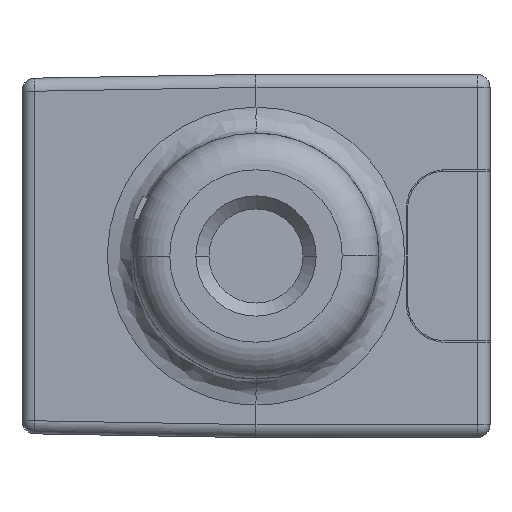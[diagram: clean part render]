
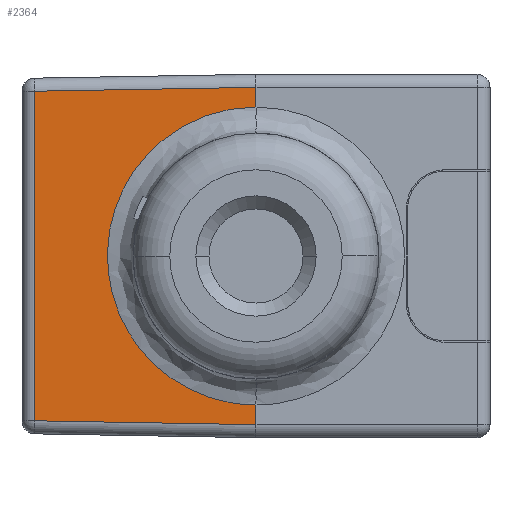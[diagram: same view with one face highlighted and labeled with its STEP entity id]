
A CAD part, front view. The second image highlights one B-rep face of the part: STEP entity #2364.
In plain terms, the highlighted planar face has unit normal (-0.018, -1, 0).
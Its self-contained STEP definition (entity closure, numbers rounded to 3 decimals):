
#422=DIRECTION('',(0.,0.,1.));
#423=VECTOR('',#422,0.75);
#424=CARTESIAN_POINT('',(0.,-25.4,
-6.45));
#425=LINE('',#424,#423);
#426=DIRECTION('',(0.,0.,1.));
#427=VECTOR('',#426,0.75);
#428=CARTESIAN_POINT('',(0.,-25.4,
5.7));
#429=LINE('',#428,#427);
#453=DIRECTION('',(-1.,0.017,0.017));
#454=VECTOR('',#453,8.461);
#455=CARTESIAN_POINT('',(0.,-25.4,
-6.45));
#456=LINE('',#455,#454);
#615=DIRECTION('',(1.,-0.017,0.017));
#616=VECTOR('',#615,8.461);
#617=CARTESIAN_POINT('',(-8.459,-25.252,6.302));
#618=LINE('',#617,#616);
#628=DIRECTION('',(0.,0.,-1.));
#629=VECTOR('',#628,12.605);
#630=CARTESIAN_POINT('',(-8.459,-25.252,6.302));
#631=LINE('',#630,#629);
#889=CARTESIAN_POINT('',(0.,-25.4,
5.7));
#890=CARTESIAN_POINT('',(-0.171,-25.397,
5.699));
#891=CARTESIAN_POINT('',(-0.511,-25.391,
5.683));
#892=CARTESIAN_POINT('',(-1.018,-25.382,5.613));
#893=CARTESIAN_POINT('',(-1.515,-25.374,5.498));
#894=CARTESIAN_POINT('',(-2.001,-25.365,5.339));
#895=CARTESIAN_POINT('',(-2.471,-25.357,5.137));
#896=CARTESIAN_POINT('',(-2.92,-25.349,4.894));
#897=CARTESIAN_POINT('',(-3.346,-25.342,4.611));
#898=CARTESIAN_POINT('',(-3.745,-25.335,4.292));
#899=CARTESIAN_POINT('',(-4.114,-25.328,3.938));
#900=CARTESIAN_POINT('',(-4.45,-25.322,3.552));
#901=CARTESIAN_POINT('',(-4.75,-25.317,3.139));
#902=CARTESIAN_POINT('',(-5.011,-25.313,2.7));
#903=CARTESIAN_POINT('',(-5.233,-25.309,2.239));
#904=CARTESIAN_POINT('',(-5.412,-25.306,1.76));
#905=CARTESIAN_POINT('',(-5.548,-25.303,1.267));
#906=CARTESIAN_POINT('',(-5.639,-25.302,
0.765));
#907=CARTESIAN_POINT('',(-5.684,-25.301,
0.256));
#908=CARTESIAN_POINT('',(-5.684,-25.301,
-0.256));
#909=CARTESIAN_POINT('',(-5.639,-25.302,
-0.765));
#910=CARTESIAN_POINT('',(-5.548,-25.303,
-1.267));
#911=CARTESIAN_POINT('',(-5.412,-25.306,
-1.76));
#912=CARTESIAN_POINT('',(-5.233,-25.309,
-2.239));
#913=CARTESIAN_POINT('',(-5.011,-25.313,
-2.7));
#914=CARTESIAN_POINT('',(-4.75,-25.317,
-3.139));
#915=CARTESIAN_POINT('',(-4.45,-25.322,
-3.552));
#916=CARTESIAN_POINT('',(-4.114,-25.328,
-3.938));
#917=CARTESIAN_POINT('',(-3.745,-25.335,
-4.292));
#918=CARTESIAN_POINT('',(-3.346,-25.342,
-4.611));
#919=CARTESIAN_POINT('',(-2.92,-25.349,
-4.894));
#920=CARTESIAN_POINT('',(-2.471,-25.357,
-5.137));
#921=CARTESIAN_POINT('',(-2.001,-25.365,
-5.339));
#922=CARTESIAN_POINT('',(-1.515,-25.374,
-5.498));
#923=CARTESIAN_POINT('',(-1.018,-25.382,
-5.613));
#924=CARTESIAN_POINT('',(-0.511,-25.391,
-5.683));
#925=CARTESIAN_POINT('',(-0.171,-25.397,
-5.699));
#926=CARTESIAN_POINT('',(0.,-25.4,
-5.7));
#1372=CARTESIAN_POINT('',(-8.459,-25.252,
6.302));
#1373=CARTESIAN_POINT('',(-8.459,-25.252,
-6.302));
#1374=VERTEX_POINT('',#1372);
#1375=VERTEX_POINT('',#1373);
#1466=CARTESIAN_POINT('',(0.,-25.4,
-6.45));
#1467=CARTESIAN_POINT('',(0.,-25.4,
-5.7));
#1468=VERTEX_POINT('',#1466);
#1469=VERTEX_POINT('',#1467);
#1470=CARTESIAN_POINT('',(0.,-25.4,
5.7));
#1471=CARTESIAN_POINT('',(0.,-25.4,
6.45));
#1472=VERTEX_POINT('',#1470);
#1473=VERTEX_POINT('',#1471);
#2347=CARTESIAN_POINT('',(0.,-25.4,-7.316));
#2348=DIRECTION('',(-0.017,-1.,0.));
#2349=DIRECTION('',(0.,0.,-1.));
#2350=AXIS2_PLACEMENT_3D('',#2347,#2348,#2349);
#2351=PLANE('',#2350);
#2352=ORIENTED_EDGE('',*,*,#2312,.F.);
#2354=ORIENTED_EDGE('',*,*,#2353,.T.);
#2356=ORIENTED_EDGE('',*,*,#2355,.F.);
#2358=ORIENTED_EDGE('',*,*,#2357,.T.);
#2359=ORIENTED_EDGE('',*,*,#2316,.F.);
#2361=ORIENTED_EDGE('',*,*,#2360,.T.);
#2362=EDGE_LOOP('',(#2352,#2354,#2356,#2358,#2359,#2361));
#2363=FACE_OUTER_BOUND('',#2362,.F.);
#2364=ADVANCED_FACE('',(#2363),#2351,.T.);
#927=B_SPLINE_CURVE_WITH_KNOTS('',3,(#889,#890,#891,#892,#893,#894,#895,#896,
#897,#898,#899,#900,#901,#902,#903,#904,#905,#906,#907,#908,#909,#910,#911,#912,
#913,#914,#915,#916,#917,#918,#919,#920,#921,#922,#923,#924,#925,#926),
.UNSPECIFIED.,.F.,.F.,(4,1,1,1,1,1,1,1,1,1,1,1,1,1,1,1,1,1,1,1,1,1,1,1,1,1,1,1,
1,1,1,1,1,1,1,4),(0.,0.029,0.057,0.086,
0.114,0.143,0.171,0.2,0.229,
0.257,0.286,0.314,0.343,
0.371,0.4,0.429,0.457,0.486,
0.514,0.543,0.571,0.6,0.629,
0.657,0.686,0.714,0.743,
0.771,0.8,0.829,0.857,0.886,
0.914,0.943,0.971,1.),.UNSPECIFIED.);
#2312=EDGE_CURVE('',#1468,#1469,#425,.T.);
#2316=EDGE_CURVE('',#1472,#1473,#429,.T.);
#2353=EDGE_CURVE('',#1468,#1375,#456,.T.);
#2355=EDGE_CURVE('',#1374,#1375,#631,.T.);
#2357=EDGE_CURVE('',#1374,#1473,#618,.T.);
#2360=EDGE_CURVE('',#1472,#1469,#927,.T.);
